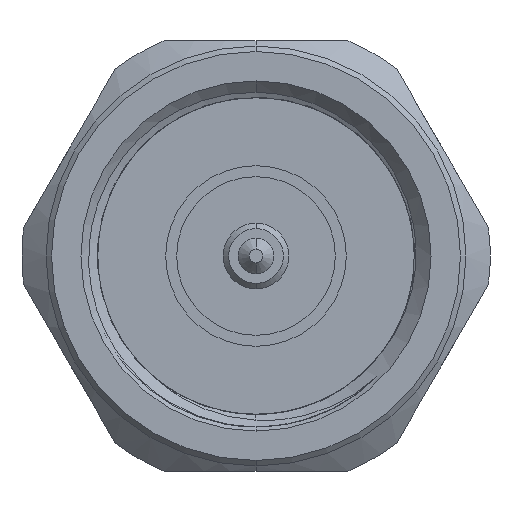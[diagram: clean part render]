
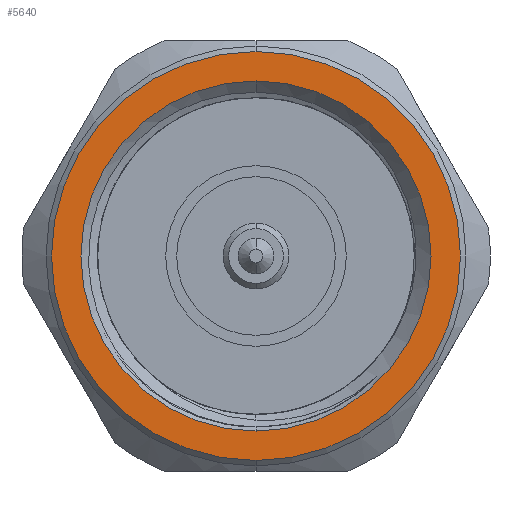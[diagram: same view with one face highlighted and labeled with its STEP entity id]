
A CAD part, front view. The second image highlights one B-rep face of the part: STEP entity #5640.
In plain terms, the highlighted planar face has unit normal (0, -1, 0).
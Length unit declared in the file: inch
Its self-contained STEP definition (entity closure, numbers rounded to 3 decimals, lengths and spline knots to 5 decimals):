
#410 = DIRECTION ( 'NONE',  ( 1., 0., 0. ) ) ;
#776 = CIRCLE ( 'NONE', #2908, 0.32 ) ;
#806 = CARTESIAN_POINT ( 'NONE',  ( 0., -0.897, -0.37379 ) ) ;
#849 = CARTESIAN_POINT ( 'NONE',  ( 0., -0.897, 0. ) ) ;
#1475 = CARTESIAN_POINT ( 'NONE',  ( -0.36879, -0.897, 0. ) ) ;
#1789 = CARTESIAN_POINT ( 'NONE',  ( 0., -0.897, 0. ) ) ;
#1968 = DIRECTION ( 'NONE',  ( 0., 0., -1. ) ) ;
#2086 = CARTESIAN_POINT ( 'NONE',  ( 0., -0.897, 0.32 ) ) ;
#2164 = EDGE_LOOP ( 'NONE', ( #2860, #3667 ) ) ;
#2173 = AXIS2_PLACEMENT_3D ( 'NONE', #1475, #4961, #410 ) ;
#2214 = DIRECTION ( 'NONE',  ( 0., 0., -1. ) ) ;
#2220 = VERTEX_POINT ( 'NONE', #2543 ) ;
#2467 = CIRCLE ( 'NONE', #6180, 0.37379 ) ;
#2534 = VERTEX_POINT ( 'NONE', #2086 ) ;
#2543 = CARTESIAN_POINT ( 'NONE',  ( 0., -0.897, -0.32 ) ) ;
#2732 = EDGE_CURVE ( 'NONE', #2534, #2220, #776, .T. ) ;
#2860 = ORIENTED_EDGE ( 'NONE', *, *, #4394, .F. ) ;
#2908 = AXIS2_PLACEMENT_3D ( 'NONE', #1789, #3811, #2214 ) ;
#2924 = EDGE_CURVE ( 'NONE', #6248, #6327, #2467, .T. ) ;
#2981 = DIRECTION ( 'NONE',  ( 0., 0., 1. ) ) ;
#3248 = AXIS2_PLACEMENT_3D ( 'NONE', #5028, #4568, #6083 ) ;
#3439 = AXIS2_PLACEMENT_3D ( 'NONE', #5541, #6515, #1968 ) ;
#3667 = ORIENTED_EDGE ( 'NONE', *, *, #2732, .F. ) ;
#3811 = DIRECTION ( 'NONE',  ( 0., -1., 0. ) ) ;
#3998 = FACE_OUTER_BOUND ( 'NONE', #5188, .T. ) ;
#4264 = ORIENTED_EDGE ( 'NONE', *, *, #5520, .T. ) ;
#4288 = CARTESIAN_POINT ( 'NONE',  ( 0., -0.897, 0.37379 ) ) ;
#4394 = EDGE_CURVE ( 'NONE', #2220, #2534, #4603, .T. ) ;
#4462 = PLANE ( 'NONE',  #2173 ) ;
#4568 = DIRECTION ( 'NONE',  ( 0., -1., 0. ) ) ;
#4603 = CIRCLE ( 'NONE', #3439, 0.32 ) ;
#4617 = CIRCLE ( 'NONE', #3248, 0.37379 ) ;
#4961 = DIRECTION ( 'NONE',  ( 0., 1., 0. ) ) ;
#5028 = CARTESIAN_POINT ( 'NONE',  ( 0., -0.897, 0. ) ) ;
#5188 = EDGE_LOOP ( 'NONE', ( #4264, #6311 ) ) ;
#5371 = DIRECTION ( 'NONE',  ( 0., -1., 0. ) ) ;
#5457 = FACE_BOUND ( 'NONE', #2164, .T. ) ;
#5520 = EDGE_CURVE ( 'NONE', #6327, #6248, #4617, .T. ) ;
#5541 = CARTESIAN_POINT ( 'NONE',  ( 0., -0.897, 0. ) ) ;
#5640 = ADVANCED_FACE ( 'NONE', ( #5457, #3998 ), #4462, .F. ) ;
#6083 = DIRECTION ( 'NONE',  ( 0., 0., 1. ) ) ;
#6180 = AXIS2_PLACEMENT_3D ( 'NONE', #849, #5371, #2981 ) ;
#6248 = VERTEX_POINT ( 'NONE', #806 ) ;
#6311 = ORIENTED_EDGE ( 'NONE', *, *, #2924, .T. ) ;
#6327 = VERTEX_POINT ( 'NONE', #4288 ) ;
#6515 = DIRECTION ( 'NONE',  ( 0., -1., 0. ) ) ;
